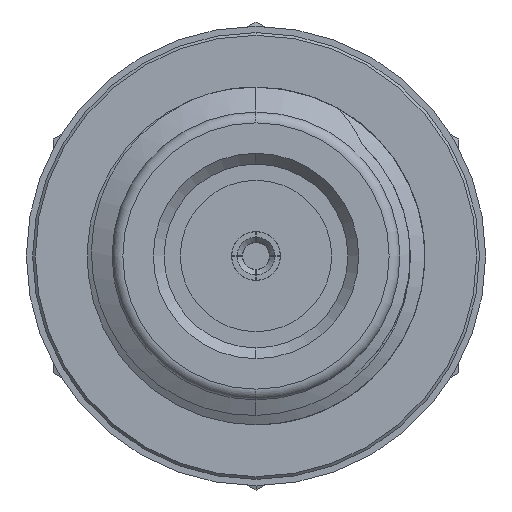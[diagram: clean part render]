
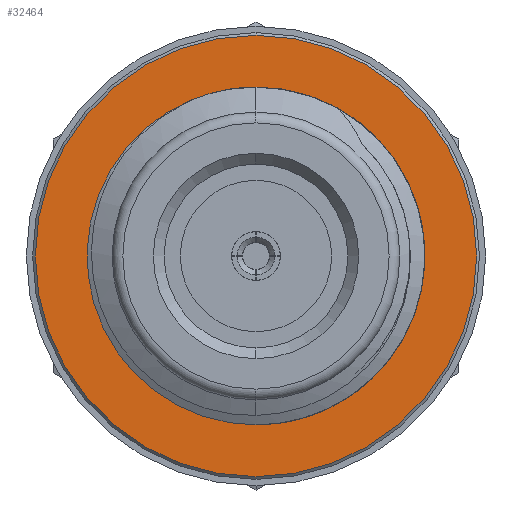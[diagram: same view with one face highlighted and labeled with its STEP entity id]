
A CAD part, left-side view. The second image highlights one B-rep face of the part: STEP entity #32464.
In plain terms, the highlighted planar face has unit normal (-1, 0, 0).
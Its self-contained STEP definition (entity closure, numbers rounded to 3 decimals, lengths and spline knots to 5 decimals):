
#1068 = CIRCLE ( 'NONE', #49915, 0.30996 ) ;
#2313 = EDGE_LOOP ( 'NONE', ( #87439, #63532 ) ) ;
#4678 = AXIS2_PLACEMENT_3D ( 'NONE', #8977, #10475, #51335 ) ;
#5021 = VERTEX_POINT ( 'NONE', #16650 ) ;
#8977 = CARTESIAN_POINT ( 'NONE',  ( 0.5314, 0.30996, 0. ) ) ;
#10475 = DIRECTION ( 'NONE',  ( 1., 0., 0. ) ) ;
#11284 = DIRECTION ( 'NONE',  ( 0., 0., -1. ) ) ;
#11567 = CARTESIAN_POINT ( 'NONE',  ( 0.5314, 0., 0. ) ) ;
#13916 = CARTESIAN_POINT ( 'NONE',  ( 0.5314, 0., -0.30996 ) ) ;
#16650 = CARTESIAN_POINT ( 'NONE',  ( 0.5314, 0., 0.40835 ) ) ;
#19306 = CIRCLE ( 'NONE', #59269, 0.30996 ) ;
#19373 = CARTESIAN_POINT ( 'NONE',  ( 0.5314, 0., 0.30996 ) ) ;
#19847 = VERTEX_POINT ( 'NONE', #84400 ) ;
#22305 = DIRECTION ( 'NONE',  ( 0., 0., 1. ) ) ;
#29506 = CARTESIAN_POINT ( 'NONE',  ( 0.5314, 0., 0. ) ) ;
#32464 = ADVANCED_FACE ( 'NONE', ( #65396, #34256 ), #36321, .F. ) ;
#34256 = FACE_BOUND ( 'NONE', #61230, .T. ) ;
#35917 = CIRCLE ( 'NONE', #62343, 0.40835 ) ;
#36321 = PLANE ( 'NONE',  #4678 ) ;
#43565 = DIRECTION ( 'NONE',  ( -1., 0., 0. ) ) ;
#46365 = ORIENTED_EDGE ( 'NONE', *, *, #81944, .F. ) ;
#49915 = AXIS2_PLACEMENT_3D ( 'NONE', #29506, #43565, #22305 ) ;
#51335 = DIRECTION ( 'NONE',  ( 0., 0., -1. ) ) ;
#54776 = DIRECTION ( 'NONE',  ( -1., 0., 0. ) ) ;
#55627 = AXIS2_PLACEMENT_3D ( 'NONE', #11567, #87206, #86911 ) ;
#59269 = AXIS2_PLACEMENT_3D ( 'NONE', #88667, #54776, #68605 ) ;
#60737 = EDGE_CURVE ( 'NONE', #5021, #19847, #35917, .T. ) ;
#61230 = EDGE_LOOP ( 'NONE', ( #46365, #86701 ) ) ;
#62343 = AXIS2_PLACEMENT_3D ( 'NONE', #80640, #80046, #11284 ) ;
#63532 = ORIENTED_EDGE ( 'NONE', *, *, #60737, .T. ) ;
#65396 = FACE_OUTER_BOUND ( 'NONE', #2313, .T. ) ;
#68605 = DIRECTION ( 'NONE',  ( 0., 0., 1. ) ) ;
#71778 = EDGE_CURVE ( 'NONE', #19847, #5021, #81872, .T. ) ;
#72267 = VERTEX_POINT ( 'NONE', #19373 ) ;
#80046 = DIRECTION ( 'NONE',  ( -1., 0., 0. ) ) ;
#80640 = CARTESIAN_POINT ( 'NONE',  ( 0.5314, 0., 0. ) ) ;
#81872 = CIRCLE ( 'NONE', #55627, 0.40835 ) ;
#81944 = EDGE_CURVE ( 'NONE', #72267, #87830, #1068, .T. ) ;
#84400 = CARTESIAN_POINT ( 'NONE',  ( 0.5314, 0., -0.40835 ) ) ;
#86701 = ORIENTED_EDGE ( 'NONE', *, *, #87536, .F. ) ;
#86911 = DIRECTION ( 'NONE',  ( 0., 0., -1. ) ) ;
#87206 = DIRECTION ( 'NONE',  ( -1., 0., 0. ) ) ;
#87439 = ORIENTED_EDGE ( 'NONE', *, *, #71778, .T. ) ;
#87536 = EDGE_CURVE ( 'NONE', #87830, #72267, #19306, .T. ) ;
#87830 = VERTEX_POINT ( 'NONE', #13916 ) ;
#88667 = CARTESIAN_POINT ( 'NONE',  ( 0.5314, 0., 0. ) ) ;
